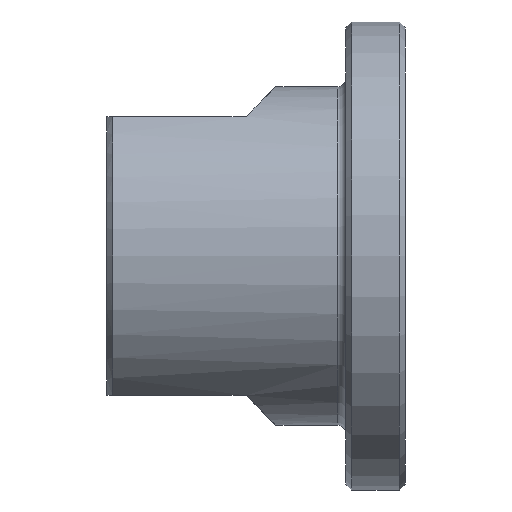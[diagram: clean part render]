
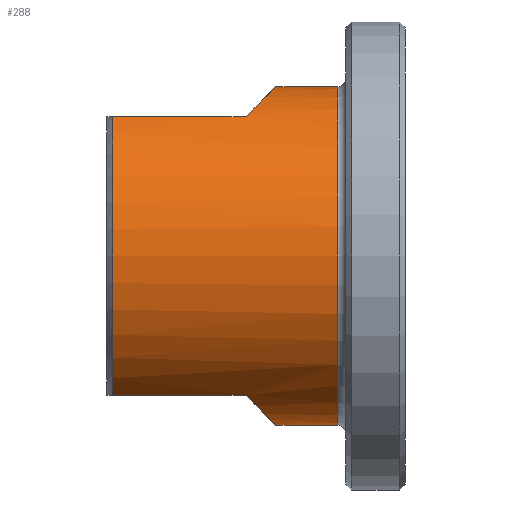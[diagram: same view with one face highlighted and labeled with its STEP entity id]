
A CAD part, front view. The second image highlights one B-rep face of the part: STEP entity #288.
In plain terms, the highlighted cylindrical face has radius 8.5 mm (diameter 17 mm), a full revolution.
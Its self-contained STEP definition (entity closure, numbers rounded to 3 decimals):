
#19=CYLINDRICAL_SURFACE('',#330,8.5);
#23=CIRCLE('',#328,8.5);
#24=CIRCLE('',#329,8.5);
#25=CIRCLE('',#331,8.5);
#26=CIRCLE('',#332,8.5);
#27=CIRCLE('',#333,8.5);
#58=FACE_OUTER_BOUND('',#75,.T.);
#75=EDGE_LOOP('',(#213,#214,#215,#216,#217,#218,#219,#220,#221,#222,#223,
#224,#225));
#91=LINE('',#465,#106);
#93=LINE('',#476,#108);
#95=LINE('',#484,#110);
#97=LINE('',#495,#112);
#98=LINE('',#505,#113);
#106=VECTOR('',#369,10.);
#108=VECTOR('',#371,10.);
#110=VECTOR('',#379,10.);
#112=VECTOR('',#381,10.);
#113=VECTOR('',#394,8.5);
#120=ELLIPSE('',#321,12.021,8.5);
#121=ELLIPSE('',#324,12.021,8.5);
#122=VERTEX_POINT('',#459);
#123=VERTEX_POINT('',#460);
#124=VERTEX_POINT('',#464);
#127=VERTEX_POINT('',#472);
#128=VERTEX_POINT('',#478);
#129=VERTEX_POINT('',#479);
#130=VERTEX_POINT('',#483);
#133=VERTEX_POINT('',#491);
#134=VERTEX_POINT('',#498);
#135=VERTEX_POINT('',#502);
#136=VERTEX_POINT('',#503);
#150=EDGE_CURVE('',#122,#123,#120,.T.);
#152=EDGE_CURVE('',#124,#122,#91,.T.);
#156=EDGE_CURVE('',#123,#127,#93,.T.);
#157=EDGE_CURVE('',#128,#129,#121,.T.);
#159=EDGE_CURVE('',#130,#128,#95,.T.);
#163=EDGE_CURVE('',#129,#133,#97,.T.);
#165=EDGE_CURVE('',#130,#134,#23,.T.);
#166=EDGE_CURVE('',#134,#127,#24,.T.);
#167=EDGE_CURVE('',#135,#136,#25,.T.);
#168=EDGE_CURVE('',#135,#134,#98,.T.);
#169=EDGE_CURVE('',#124,#133,#26,.T.);
#170=EDGE_CURVE('',#136,#135,#27,.T.);
#213=ORIENTED_EDGE('',*,*,#167,.F.);
#214=ORIENTED_EDGE('',*,*,#168,.T.);
#215=ORIENTED_EDGE('',*,*,#165,.F.);
#216=ORIENTED_EDGE('',*,*,#159,.T.);
#217=ORIENTED_EDGE('',*,*,#157,.T.);
#218=ORIENTED_EDGE('',*,*,#163,.T.);
#219=ORIENTED_EDGE('',*,*,#169,.F.);
#220=ORIENTED_EDGE('',*,*,#152,.T.);
#221=ORIENTED_EDGE('',*,*,#150,.T.);
#222=ORIENTED_EDGE('',*,*,#156,.T.);
#223=ORIENTED_EDGE('',*,*,#166,.F.);
#224=ORIENTED_EDGE('',*,*,#168,.F.);
#225=ORIENTED_EDGE('',*,*,#170,.F.);
#288=ADVANCED_FACE('',(#58),#19,.T.);
#321=AXIS2_PLACEMENT_3D('',#461,#364,#365);
#324=AXIS2_PLACEMENT_3D('',#480,#374,#375);
#328=AXIS2_PLACEMENT_3D('',#499,#386,#387);
#329=AXIS2_PLACEMENT_3D('',#500,#388,#389);
#330=AXIS2_PLACEMENT_3D('',#501,#390,#391);
#331=AXIS2_PLACEMENT_3D('',#504,#392,#393);
#332=AXIS2_PLACEMENT_3D('',#506,#395,#396);
#333=AXIS2_PLACEMENT_3D('',#507,#397,#398);
#364=DIRECTION('center_axis',(0.707,0.,-0.707));
#365=DIRECTION('ref_axis',(0.707,0.,0.707));
#369=DIRECTION('',(1.,0.,0.));
#371=DIRECTION('',(-1.,0.,0.));
#374=DIRECTION('center_axis',(0.707,0.,0.707));
#375=DIRECTION('ref_axis',(-0.707,0.,0.707));
#379=DIRECTION('',(1.,0.,0.));
#381=DIRECTION('',(-1.,0.,0.));
#386=DIRECTION('center_axis',(-1.,0.,0.));
#387=DIRECTION('ref_axis',(0.,-1.,0.));
#388=DIRECTION('center_axis',(-1.,0.,0.));
#389=DIRECTION('ref_axis',(0.,-1.,0.));
#390=DIRECTION('center_axis',(1.,0.,0.));
#391=DIRECTION('ref_axis',(0.,1.,0.));
#392=DIRECTION('center_axis',(1.,0.,0.));
#393=DIRECTION('ref_axis',(0.,-1.,0.));
#394=DIRECTION('',(-1.,0.,0.));
#395=DIRECTION('center_axis',(-1.,0.,0.));
#396=DIRECTION('ref_axis',(0.,-1.,0.));
#397=DIRECTION('center_axis',(1.,0.,0.));
#398=DIRECTION('ref_axis',(0.,-1.,0.));
#459=CARTESIAN_POINT('',(-8.,4.822,7.));
#460=CARTESIAN_POINT('',(-8.,-4.822,7.));
#461=CARTESIAN_POINT('Origin',(-15.,0.,0.));
#464=CARTESIAN_POINT('',(-14.7,4.822,7.));
#465=CARTESIAN_POINT('',(-9.,4.822,7.));
#472=CARTESIAN_POINT('',(-14.7,-4.822,7.));
#476=CARTESIAN_POINT('',(-9.,-4.822,7.));
#478=CARTESIAN_POINT('',(-8.,-4.822,-7.));
#479=CARTESIAN_POINT('',(-8.,4.822,-7.));
#480=CARTESIAN_POINT('Origin',(-15.,0.,0.));
#483=CARTESIAN_POINT('',(-14.7,-4.822,-7.));
#484=CARTESIAN_POINT('',(-9.,-4.822,-7.));
#491=CARTESIAN_POINT('',(-14.7,4.822,-7.));
#495=CARTESIAN_POINT('',(-9.,4.822,-7.));
#498=CARTESIAN_POINT('',(-14.7,-8.5,0.));
#499=CARTESIAN_POINT('Origin',(-14.7,0.,0.));
#500=CARTESIAN_POINT('Origin',(-14.7,0.,0.));
#501=CARTESIAN_POINT('Origin',(-9.,0.,0.));
#502=CARTESIAN_POINT('',(-3.4,-8.5,0.));
#503=CARTESIAN_POINT('',(-3.4,0.,8.5));
#504=CARTESIAN_POINT('Origin',(-3.4,0.,0.));
#505=CARTESIAN_POINT('',(-9.,-8.5,0.));
#506=CARTESIAN_POINT('Origin',(-14.7,0.,0.));
#507=CARTESIAN_POINT('Origin',(-3.4,0.,0.));
